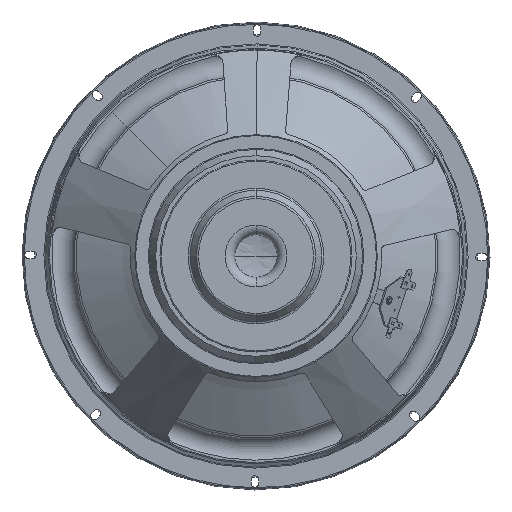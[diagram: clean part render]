
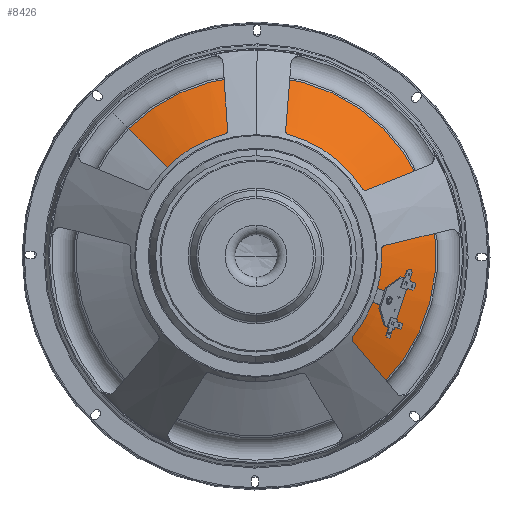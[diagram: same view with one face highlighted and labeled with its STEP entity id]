
A CAD part, front view. The second image highlights one B-rep face of the part: STEP entity #8426.
In plain terms, the highlighted toroidal (fillet/blend) face has major radius 467.795 mm and minor radius 674.265 mm.
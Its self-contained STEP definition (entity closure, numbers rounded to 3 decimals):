
#332 = DIRECTION ( 'NONE',  ( 0.707, 0., -0.707 ) ) ;
#986 = VERTEX_POINT ( 'NONE', #9533 ) ;
#1159 = CIRCLE ( 'NONE', #6515, 674.265 ) ;
#1458 = VERTEX_POINT ( 'NONE', #8162 ) ;
#1579 = DIRECTION ( 'NONE',  ( -0.707, 0., 0.707 ) ) ;
#1810 = DIRECTION ( 'NONE',  ( 0., -1., 0. ) ) ;
#1960 = DIRECTION ( 'NONE',  ( 0.707, 0., -0.707 ) ) ;
#2100 = CARTESIAN_POINT ( 'NONE',  ( 27.275, 93.7, -27.275 ) ) ;
#2587 = DIRECTION ( 'NONE',  ( 0., -1., 0. ) ) ;
#3046 = ORIENTED_EDGE ( 'NONE', *, *, #4218, .F. ) ;
#3144 = ORIENTED_EDGE ( 'NONE', *, *, #3214, .F. ) ;
#3214 = EDGE_CURVE ( 'NONE', #11385, #986, #1159, .T. ) ;
#3804 = CIRCLE ( 'NONE', #10767, 38.573 ) ;
#4008 = TOROIDAL_SURFACE ( 'NONE', #10969, 467.795, 674.265 ) ;
#4218 = EDGE_CURVE ( 'NONE', #10276, #11385, #3804, .T. ) ;
#4393 = EDGE_CURVE ( 'NONE', #10276, #1458, #11567, .T. ) ;
#5599 = DIRECTION ( 'NONE',  ( 0.707, 0., -0.707 ) ) ;
#5666 = ORIENTED_EDGE ( 'NONE', *, *, #4393, .T. ) ;
#5984 = CARTESIAN_POINT ( 'NONE',  ( -330.781, -426.303, 330.781 ) ) ;
#6192 = AXIS2_PLACEMENT_3D ( 'NONE', #6300, #10108, #1579 ) ;
#6300 = CARTESIAN_POINT ( 'NONE',  ( 330.781, -426.303, -330.781 ) ) ;
#6375 = DIRECTION ( 'NONE',  ( 0.707, 0., -0.707 ) ) ;
#6515 = AXIS2_PLACEMENT_3D ( 'NONE', #5984, #8863, #332 ) ;
#6654 = AXIS2_PLACEMENT_3D ( 'NONE', #11110, #2587, #6375 ) ;
#6678 = CARTESIAN_POINT ( 'NONE',  ( 0., 93.7, 0. ) ) ;
#6922 = CARTESIAN_POINT ( 'NONE',  ( -27.275, 93.7, 27.275 ) ) ;
#8162 = CARTESIAN_POINT ( 'NONE',  ( 104.652, 167.301, -104.652 ) ) ;
#8426 = ADVANCED_FACE ( 'NONE', ( #11266 ), #4008, .F. ) ;
#8863 = DIRECTION ( 'NONE',  ( 0.707, 0., 0.707 ) ) ;
#9533 = CARTESIAN_POINT ( 'NONE',  ( -104.652, 167.301, 104.652 ) ) ;
#10108 = DIRECTION ( 'NONE',  ( -0.707, 0., -0.707 ) ) ;
#10276 = VERTEX_POINT ( 'NONE', #2100 ) ;
#10334 = CARTESIAN_POINT ( 'NONE',  ( 0., -426.303, 0. ) ) ;
#10491 = DIRECTION ( 'NONE',  ( 0., -1., 0. ) ) ;
#10692 = ORIENTED_EDGE ( 'NONE', *, *, #11165, .T. ) ;
#10767 = AXIS2_PLACEMENT_3D ( 'NONE', #6678, #10491, #1960 ) ;
#10969 = AXIS2_PLACEMENT_3D ( 'NONE', #10334, #1810, #5599 ) ;
#11110 = CARTESIAN_POINT ( 'NONE',  ( 0., 167.301, 0. ) ) ;
#11165 = EDGE_CURVE ( 'NONE', #1458, #986, #12025, .T. ) ;
#11266 = FACE_OUTER_BOUND ( 'NONE', #11774, .T. ) ;
#11385 = VERTEX_POINT ( 'NONE', #6922 ) ;
#11567 = CIRCLE ( 'NONE', #6192, 674.265 ) ;
#11774 = EDGE_LOOP ( 'NONE', ( #3144, #3046, #5666, #10692 ) ) ;
#12025 = CIRCLE ( 'NONE', #6654, 148. ) ;
